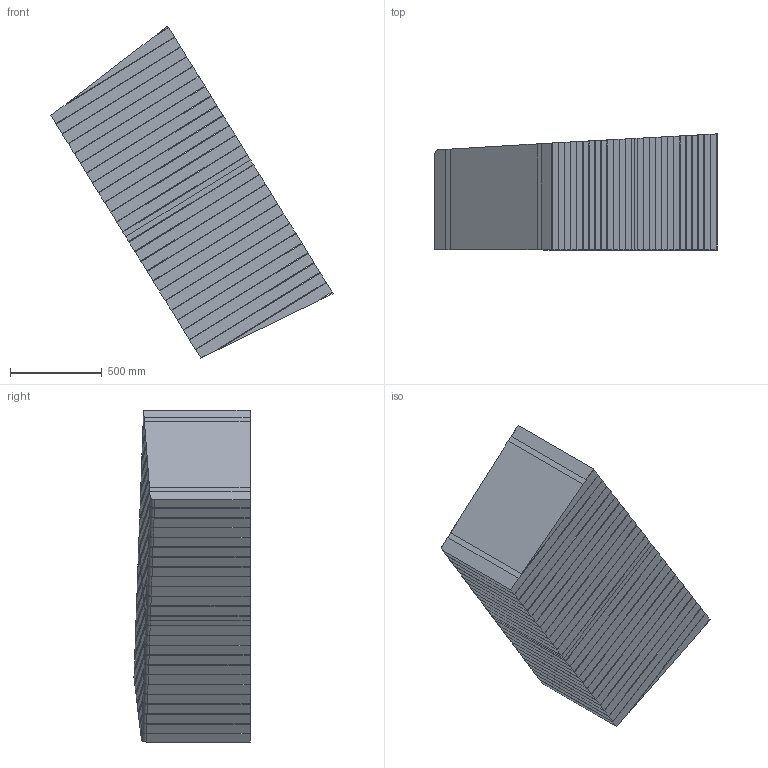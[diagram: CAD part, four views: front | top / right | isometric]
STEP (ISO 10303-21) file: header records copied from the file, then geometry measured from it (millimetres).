
FILE_DESCRIPTION(('FreeCAD Model'),'2;1');
FILE_NAME('detailed_HCLL/HCLL_sample_envelope_lithium_lead.step', '2018-01-22T16:29:30',('FreeCAD'),('FreeCAD'), 'Open CASCADE STEP processor 7.1','FreeCAD','Unknown');
FILE_SCHEMA(('AUTOMOTIVE_DESIGN_CC2 { 1 2 10303 214 -1 1 5 4 }'));
Length unit declared in the file: millimetre
Products named in the file (31): Open CASCADE STEP translator 7.1 5; Open CASCADE STEP translator 7.1 5.1; Open CASCADE STEP translator 7.1 5.2; Open CASCADE STEP translator 7.1 5.3; Open CASCADE STEP translator 7.1 5.4; Open CASCADE STEP translator 7.1 5.5; Open CASCADE STEP translator 7.1 5.6; Open CASCADE STEP translator 7.1 5.7; Open CASCADE STEP translator 7.1 5.8; Open CASCADE STEP translator 7.1 5.9; Open CASCADE STEP translator 7.1 5.10; Open CASCADE STEP translator 7.1 5.11; Open CASCADE STEP translator 7.1 5.12; Open CASCADE STEP translator 7.1 5.13; Open CASCADE STEP translator 7.1 5.14; Open CASCADE STEP translator 7.1 5.15; Open CASCADE STEP translator 7.1 5.16; Open CASCADE STEP translator 7.1 5.17; Open CASCADE STEP translator 7.1 5.18; Open CASCADE STEP translator 7.1 5.19; Open CASCADE STEP translator 7.1 5.20; Open CASCADE STEP translator 7.1 5.21; Open CASCADE STEP translator 7.1 5.22; Open CASCADE STEP translator 7.1 5.23; Open CASCADE STEP translator 7.1 5.24; Open CASCADE STEP translator 7.1 5.25; Open CASCADE STEP translator 7.1 5.26; Open CASCADE STEP translator 7.1 5.27; Open CASCADE STEP translator 7.1 5.28; Open CASCADE STEP translator 7.1 5.29; Open CASCADE STEP translator 7.1 5.30
Assembly tree (30 placements, depth 2):
  Open CASCADE STEP translator 7.1 5
    Open CASCADE STEP translator 7.1 5.1
    Open CASCADE STEP translator 7.1 5.2
    Open CASCADE STEP translator 7.1 5.3
    Open CASCADE STEP translator 7.1 5.4
    Open CASCADE STEP translator 7.1 5.5
    Open CASCADE STEP translator 7.1 5.6
    Open CASCADE STEP translator 7.1 5.7
    Open CASCADE STEP translator 7.1 5.8
    Open CASCADE STEP translator 7.1 5.9
    Open CASCADE STEP translator 7.1 5.10
    Open CASCADE STEP translator 7.1 5.11
    Open CASCADE STEP translator 7.1 5.12
    Open CASCADE STEP translator 7.1 5.13
    Open CASCADE STEP translator 7.1 5.14
    Open CASCADE STEP translator 7.1 5.15
    Open CASCADE STEP translator 7.1 5.16
    Open CASCADE STEP translator 7.1 5.17
    Open CASCADE STEP translator 7.1 5.18
    Open CASCADE STEP translator 7.1 5.19
    Open CASCADE STEP translator 7.1 5.20
    Open CASCADE STEP translator 7.1 5.21
    Open CASCADE STEP translator 7.1 5.22
    Open CASCADE STEP translator 7.1 5.23
    Open CASCADE STEP translator 7.1 5.24
    Open CASCADE STEP translator 7.1 5.25
    Open CASCADE STEP translator 7.1 5.26
    Open CASCADE STEP translator 7.1 5.27
    Open CASCADE STEP translator 7.1 5.28
    Open CASCADE STEP translator 7.1 5.29
    Open CASCADE STEP translator 7.1 5.30
Bounding box: 1541.39 x 634.3 x 1813.49 mm (x, y, z)
Volume: 734041553.7 mm3; surface area: 30599073 mm2
Topology: 30 solids, 30 shells, 206 faces, 438 edges, 292 vertices
Faces by surface type: plane 180, cylinder 26
Entity records: 11305 total; most frequent: CARTESIAN_POINT 2926, DIRECTION 1121, ORIENTED_EDGE 876, PCURVE 876, DEFINITIONAL_REPRESENTATION 876, B_SPLINE_CURVE_WITH_KNOTS 719, LINE 491, VECTOR 491
